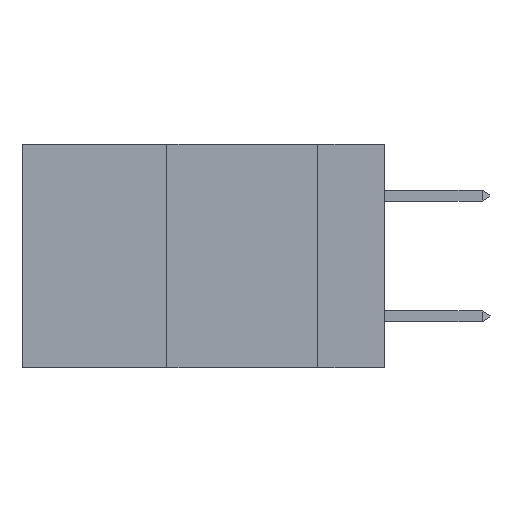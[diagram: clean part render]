
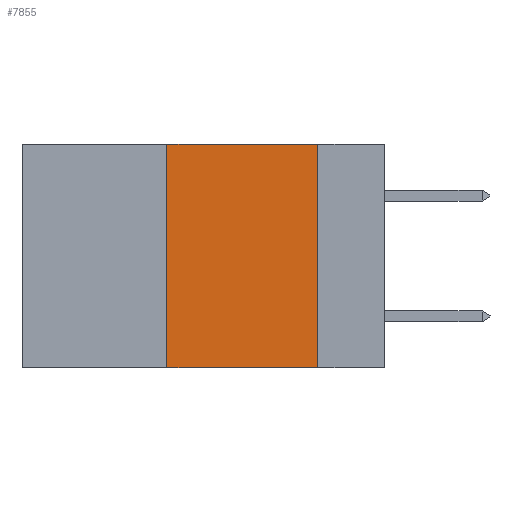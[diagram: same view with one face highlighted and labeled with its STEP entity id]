
A CAD part, left-side view. The second image highlights one B-rep face of the part: STEP entity #7855.
In plain terms, the highlighted planar face has unit normal (-1, 0, 0).
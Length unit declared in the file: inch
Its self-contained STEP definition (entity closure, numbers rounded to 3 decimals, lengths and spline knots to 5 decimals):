
#2297 = EDGE_CURVE ( 'NONE', #32482, #31136, #20102, .T. ) ;
#4160 = LINE ( 'NONE', #24932, #29691 ) ;
#4744 = DIRECTION ( 'NONE',  ( 0., -1., 0. ) ) ;
#5871 = CARTESIAN_POINT ( 'NONE',  ( 0., 0.36, 0. ) ) ;
#6213 = CARTESIAN_POINT ( 'NONE',  ( 0., 0.36, -0.37 ) ) ;
#7855 = ADVANCED_FACE ( 'NONE', ( #28844 ), #18294, .F. ) ;
#8221 = AXIS2_PLACEMENT_3D ( 'NONE', #28680, #15755, #26137 ) ;
#8865 = ORIENTED_EDGE ( 'NONE', *, *, #14512, .F. ) ;
#9062 = DIRECTION ( 'NONE',  ( 0., -1., 0. ) ) ;
#9872 = CARTESIAN_POINT ( 'NONE',  ( 0., 0.36, 0. ) ) ;
#10014 = LINE ( 'NONE', #12066, #18527 ) ;
#10220 = VERTEX_POINT ( 'NONE', #27816 ) ;
#11987 = DIRECTION ( 'NONE',  ( 0., 0., -1. ) ) ;
#12066 = CARTESIAN_POINT ( 'NONE',  ( 0., 0.6, 0. ) ) ;
#13387 = EDGE_CURVE ( 'NONE', #21614, #10220, #4160, .T. ) ;
#13898 = VECTOR ( 'NONE', #22141, 39.37008 ) ;
#13950 = EDGE_CURVE ( 'NONE', #32482, #10220, #29648, .T. ) ;
#14512 = EDGE_CURVE ( 'NONE', #31136, #21614, #10014, .T. ) ;
#15027 = VECTOR ( 'NONE', #9062, 39.37008 ) ;
#15755 = DIRECTION ( 'NONE',  ( 1., 0., 0. ) ) ;
#18294 = PLANE ( 'NONE',  #8221 ) ;
#18527 = VECTOR ( 'NONE', #4744, 39.37008 ) ;
#19242 = CARTESIAN_POINT ( 'NONE',  ( 0., 0.11, 0. ) ) ;
#20102 = LINE ( 'NONE', #9872, #13898 ) ;
#21614 = VERTEX_POINT ( 'NONE', #19242 ) ;
#22141 = DIRECTION ( 'NONE',  ( 0., 0., 1. ) ) ;
#22737 = ORIENTED_EDGE ( 'NONE', *, *, #13950, .T. ) ;
#23928 = EDGE_LOOP ( 'NONE', ( #30905, #8865, #32554, #22737 ) ) ;
#24932 = CARTESIAN_POINT ( 'NONE',  ( 0., 0.11, 0. ) ) ;
#26137 = DIRECTION ( 'NONE',  ( 0., 0., -1. ) ) ;
#27816 = CARTESIAN_POINT ( 'NONE',  ( 0., 0.11, -0.37 ) ) ;
#28680 = CARTESIAN_POINT ( 'NONE',  ( 0., 0.6, 0. ) ) ;
#28844 = FACE_OUTER_BOUND ( 'NONE', #23928, .T. ) ;
#29648 = LINE ( 'NONE', #32393, #15027 ) ;
#29691 = VECTOR ( 'NONE', #11987, 39.37008 ) ;
#30905 = ORIENTED_EDGE ( 'NONE', *, *, #13387, .F. ) ;
#31136 = VERTEX_POINT ( 'NONE', #5871 ) ;
#32393 = CARTESIAN_POINT ( 'NONE',  ( 0., 0.6, -0.37 ) ) ;
#32482 = VERTEX_POINT ( 'NONE', #6213 ) ;
#32554 = ORIENTED_EDGE ( 'NONE', *, *, #2297, .F. ) ;
